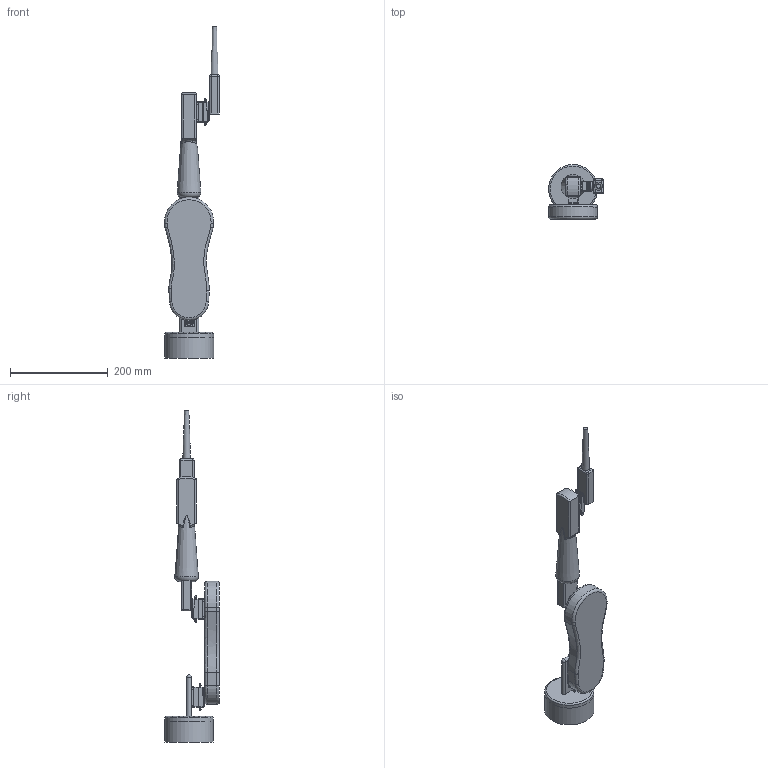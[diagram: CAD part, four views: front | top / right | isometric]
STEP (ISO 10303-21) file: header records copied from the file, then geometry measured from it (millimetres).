
FILE_DESCRIPTION(/* description */ ('','CAx-IF Rec.Pracs.---Representation and Presentation of Product Manufacturing Information (PMI)---4.0---2014-10-13'),/* implementation_level */ '2;1');
FILE_NAME(/* name */ 'fullarm v2.step',/* time_stamp */ '2025-03-08T20:36:51+01:00',/* author */ (''),/* organization */ (''),/* preprocessor_version */ 'ST-DEVELOPER v20',/* originating_system */ 'Autodesk Translation Framework v13.20.0.188',/* authorisation */ '');
FILE_SCHEMA (('AP242_MANAGED_MODEL_BASED_3D_ENGINEERING_MIM_LF { 1 0 10303 442 1 1 4 }'));
Length unit declared in the file: millimetre
Products named in the file (15): fullarm; base1 v2; Base1; PowerHD_B7_BrushlessRS_servomotor; toplink1 v5; link1toplid; PowerHD_B7_BrushlessRS_servomotor_1; link2; link2_1; PowerHD_B7_BrushlessRS_servomotor_2; link3; link3_1; PowerHD_B7_BrushlessRS_servomotor_3; link4; lastlink
Assembly tree (14 placements, depth 4):
  fullarm
    base1 v2
      Base1
    PowerHD_B7_BrushlessRS_servomotor
    toplink1 v5
      link1toplid
      PowerHD_B7_BrushlessRS_servomotor_1
    link2
      link2_1
      PowerHD_B7_BrushlessRS_servomotor_2
    link3
      link3_1
        PowerHD_B7_BrushlessRS_servomotor_3
    link4
      lastlink
Bounding box: 111.97 x 112.2 x 679.04 mm (x, y, z)
Volume: 1416328.1 mm3; surface area: 197855.4 mm2
Topology: 10 solids, 10 shells, 1229 faces, 3246 edges, 2116 vertices
Faces by surface type: plane 641, cylinder 490, torus 44, cone 22, bspline 20, sphere 12
Full cylindrical faces by diameter (mm): 2.35 x4, 2.4 x4, 3.5 x16, 4.3 x5, 4.35 x12, 9 x4, 10.8 x4, 100 x2
Entity records: 40190 total; most frequent: CARTESIAN_POINT 8639, DIRECTION 6684, ORIENTED_EDGE 6488, EDGE_CURVE 3244, AXIS2_PLACEMENT_3D 2304, VERTEX_POINT 2116, LINE 2076, VECTOR 2076
